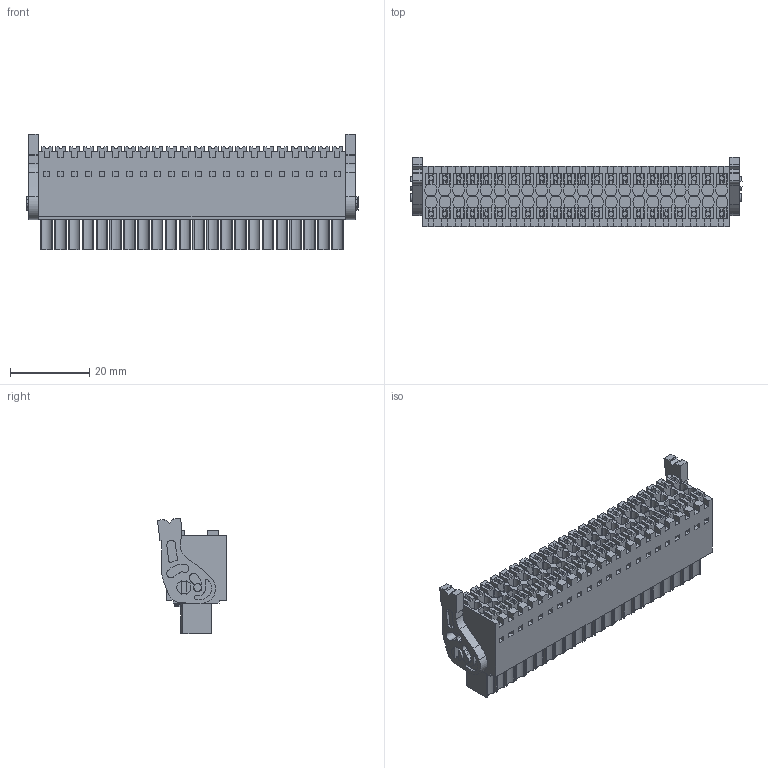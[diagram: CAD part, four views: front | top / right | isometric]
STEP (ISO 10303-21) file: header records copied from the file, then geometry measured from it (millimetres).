
FILE_DESCRIPTION(('CATIA V5 STEP Exchange','CAx-IF Rec.Pracs.--- Model Styling and Organization---1.4--- 2014-01-23'),'2;1');
FILE_NAME ('D1486873_1', '2022-08-08T06:34:10+00:00', ('none'), ('Weidmueller'), 'CATIA Version 5-6 Release 2016 SP3 HF44', 'CATIA V5 STEP AP214', 'none');
FILE_SCHEMA(('AUTOMOTIVE_DESIGN { 1 0 10303 214 1 1 1 1 }'));
Products named in the file (1): 2558800000
Bounding box: 83.9 x 17.45 x 29.28 mm (x, y, z)
Volume: 22821 mm3; surface area: 16787.6 mm2
Topology: 47 solids, 47 shells, 2432 faces, 6780 edges, 4520 vertices
Faces by surface type: plane 2108, cylinder 280, extrusion 44
Entity records: 73071 total; most frequent: CARTESIAN_POINT 15662, ORIENTED_EDGE 13560, DIRECTION 8928, EDGE_CURVE 6780, VECTOR 5728, LINE 5684, VERTEX_POINT 4520, EDGE_LOOP 2610
